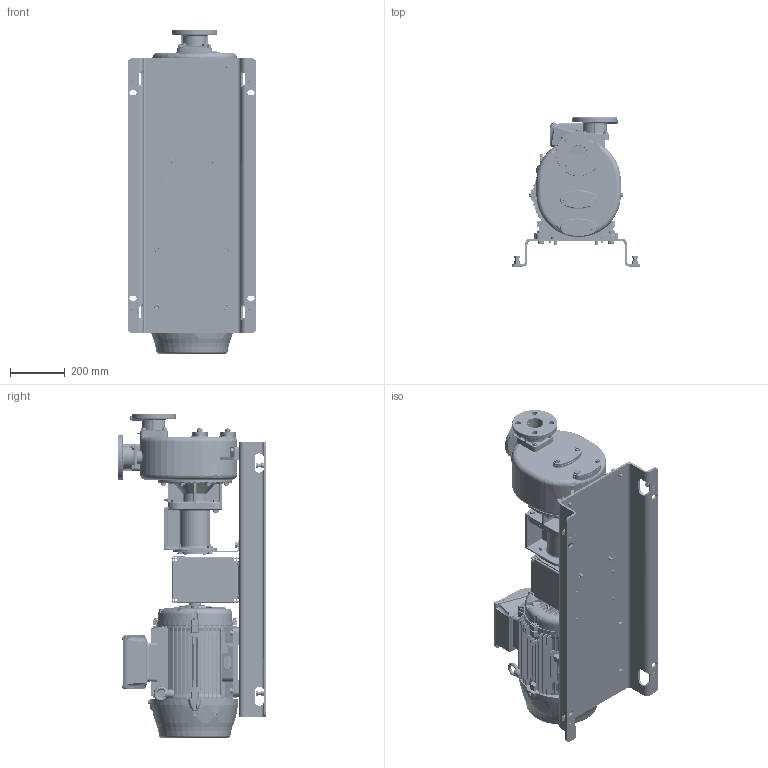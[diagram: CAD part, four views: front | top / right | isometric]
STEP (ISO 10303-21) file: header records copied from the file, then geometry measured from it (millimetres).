
FILE_DESCRIPTION((''),'2;1');
FILE_NAME('S_68_B-FITX_SW0001','2015-10-20T',('Nicola'),(''),'CREO PARAMETRIC BY PTC INC, 2015200','CREO PARAMETRIC BY PTC INC, 2015200','');
FILE_SCHEMA(('CONFIG_CONTROL_DESIGN'));
Products named in the file (1): S_68_B-FITX_SW0001
Bounding box: 470 x 542 x 1180.85 mm (x, y, z)
Volume: 59291693.4 mm3; surface area: 4173151.1 mm2
Topology: 5 solids, 7 shells, 5900 faces, 15052 edges, 9412 vertices
Faces by surface type: plane 2630, cylinder 1650, cone 1020, bspline 368, torus 176, sphere 32, extrusion 12, revolution 12
Entity records: 242170 total; most frequent: CARTESIAN_POINT 102871, ORIENTED_EDGE 30040, DIRECTION 27514, EDGE_CURVE 15020, AXIS2_PLACEMENT_3D 10095, VERTEX_POINT 9412, VECTOR 7312, LINE 7300
